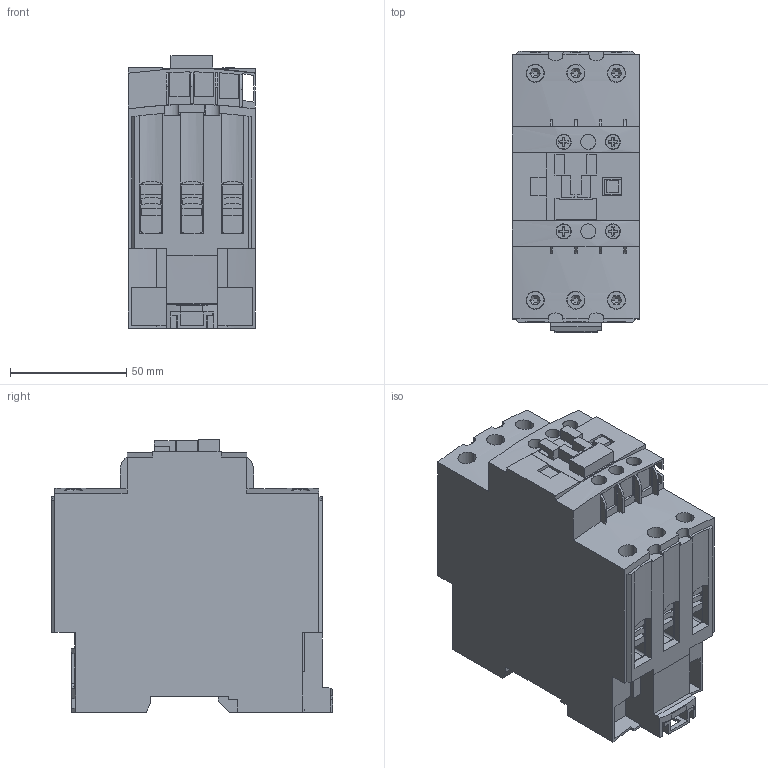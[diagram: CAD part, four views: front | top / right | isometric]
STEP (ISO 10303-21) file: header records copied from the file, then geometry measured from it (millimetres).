
FILE_DESCRIPTION((''),'2;1');
FILE_NAME('1661341752164_ASM','2022-08-24T17:19:36',('SESA540900'),('Schneider-Electric'),'CREO PARAMETRIC BY PTC INC, 2021284','CREO PARAMETRIC BY PTC INC, 2021284','');
FILE_SCHEMA(('AP242_MANAGED_MODEL_BASED_3D_ENGINEERING_MIM_LF { 1 0 10303 442 1 1 4 }'));
Length unit declared in the file: millimetre
Products named in the file (4): EMPTYNODE_1661341752264_ASM; DPES3; DPES3-3D_ASM; 1661341752164_ASM
Assembly tree (3 placements, depth 3):
  1661341752164_ASM
    EMPTYNODE_1661341752264_ASM
    DPES3-3D_ASM
      DPES3
Bounding box: 54.9 x 121.2 x 117.45 mm (x, y, z)
Volume: 566732.5 mm3; surface area: 80024 mm2
Topology: 2 solids, 2 shells, 829 faces, 2204 edges, 1453 vertices
Faces by surface type: plane 683, cylinder 108, cone 24, extrusion 14
Entity records: 36570 total; most frequent: CARTESIAN_POINT 5293, ORIENTED_EDGE 4408, DIRECTION 4022, PRESENTATION_STYLE_ASSIGNMENT 2520, STYLED_ITEM 2208, CURVE_STYLE 2204, EDGE_CURVE 2204, VECTOR 1892
